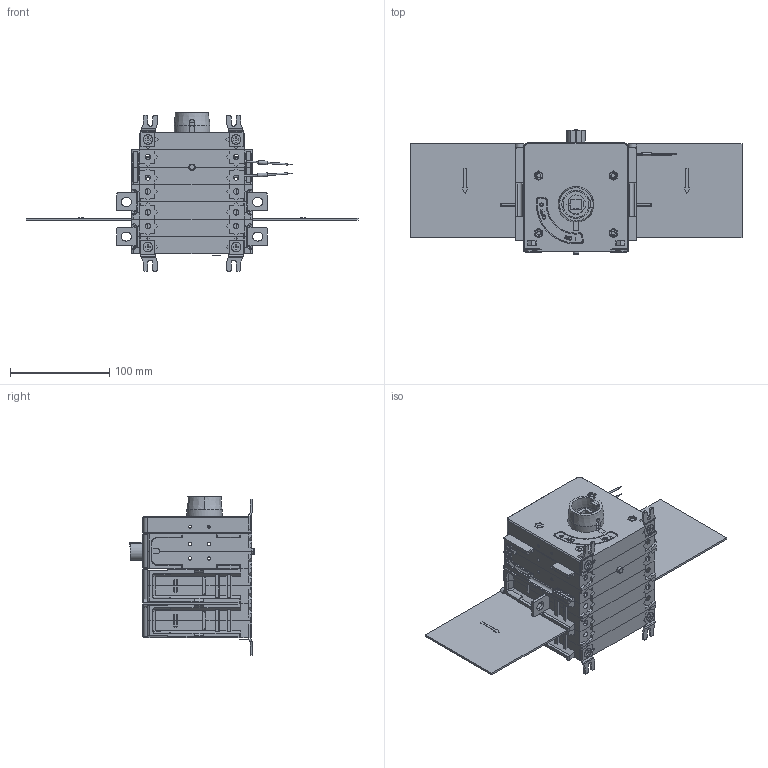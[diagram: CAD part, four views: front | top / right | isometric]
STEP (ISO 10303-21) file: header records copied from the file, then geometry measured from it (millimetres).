
FILE_DESCRIPTION((''),'2;1');
FILE_NAME('PRT0001','2024-02-22T',('di.shen'),(''),'PRO/ENGINEER BY PARAMETRIC TECHNOLOGY CORPORATION, 2015440','PRO/ENGINEER BY PARAMETRIC TECHNOLOGY CORPORATION, 2015440','');
FILE_SCHEMA(('CONFIG_CONTROL_DESIGN'));
Length unit declared in the file: millimetre
Products named in the file (1): PRT0001
Bounding box: 335 x 126.1 x 160 mm (x, y, z)
Surface area: 160799 mm2 (no closed solid volume)
Topology: 0 solids, 84 shells, 889 faces, 3732 edges, 2857 vertices
Faces by surface type: plane 616, cylinder 179, cone 63, torus 23, bspline 4, sphere 4
Entity records: 41071 total; most frequent: CARTESIAN_POINT 11347, DIRECTION 5862, ORIENTED_EDGE 5431, EDGE_CURVE 3732, VERTEX_POINT 2857, VECTOR 2618, LINE 2618, AXIS2_PLACEMENT_3D 1622
